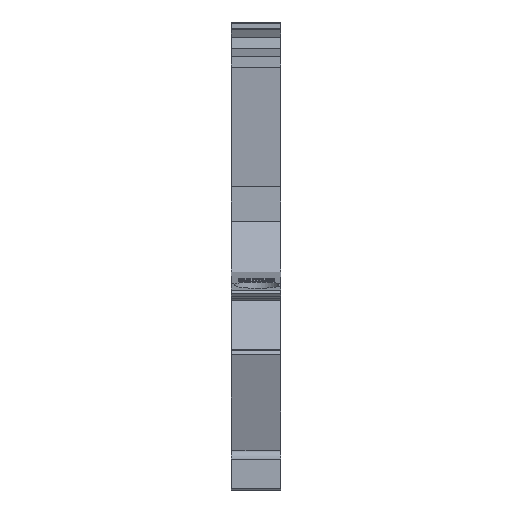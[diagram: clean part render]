
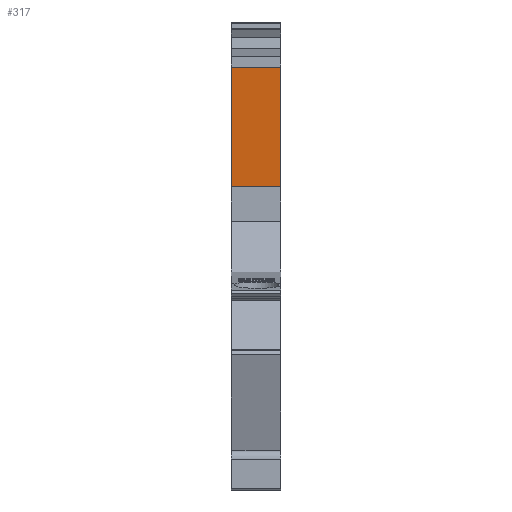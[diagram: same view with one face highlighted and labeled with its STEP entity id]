
A CAD part, front view. The second image highlights one B-rep face of the part: STEP entity #317.
In plain terms, the highlighted planar face has unit normal (0, -0.996, -0.087).
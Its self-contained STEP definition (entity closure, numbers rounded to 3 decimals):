
#317=ADVANCED_FACE('',(#833),#834,.F.);
#833=FACE_OUTER_BOUND('',#1546,.T.);
#834=PLANE('',#1547);
#1546=EDGE_LOOP('',(#2425,#2426,#2427,#2428));
#1547=AXIS2_PLACEMENT_3D('',#2429,#2430,#2431);
#2425=ORIENTED_EDGE('',*,*,#4635,.T.);
#2426=ORIENTED_EDGE('',*,*,#4638,.F.);
#2427=ORIENTED_EDGE('',*,*,#4639,.F.);
#2428=ORIENTED_EDGE('',*,*,#4640,.T.);
#2429=CARTESIAN_POINT('',(0.,12.809,44.105));
#2430=DIRECTION('',(0.,0.996,0.087));
#2431=DIRECTION('',(-1.0,0.,0.));
#4635=EDGE_CURVE('',#5647,#5645,#5648,.T.);
#4638=EDGE_CURVE('',#5651,#5645,#5652,.T.);
#4639=EDGE_CURVE('',#5653,#5651,#5654,.T.);
#4640=EDGE_CURVE('',#5653,#5647,#5655,.T.);
#5645=VERTEX_POINT('',#7140);
#5647=VERTEX_POINT('',#7143);
#5648=LINE('',#7144,#7145);
#5651=VERTEX_POINT('',#7149);
#5652=LINE('',#7150,#7151);
#5653=VERTEX_POINT('',#7152);
#5654=LINE('',#7153,#7154);
#5655=LINE('',#7155,#7156);
#7140=CARTESIAN_POINT('',(5.15,13.9,31.63));
#7143=CARTESIAN_POINT('',(0.,13.9,31.63));
#7144=CARTESIAN_POINT('',(-48.52,13.9,31.63));
#7145=VECTOR('',#9818,1.0);
#7149=CARTESIAN_POINT('',(5.15,12.809,44.105));
#7150=CARTESIAN_POINT('',(5.15,14.502,24.752));
#7151=VECTOR('',#9820,1.0);
#7152=CARTESIAN_POINT('',(0.,12.809,44.105));
#7153=CARTESIAN_POINT('',(-48.52,12.809,44.105));
#7154=VECTOR('',#9821,1.0);
#7155=CARTESIAN_POINT('',(0.,14.553,24.169));
#7156=VECTOR('',#9822,1.0);
#9818=DIRECTION('',(1.0,0.,0.));
#9820=DIRECTION('',(0.,0.087,-0.996));
#9821=DIRECTION('',(1.0,0.,0.));
#9822=DIRECTION('',(0.,0.087,-0.996));
